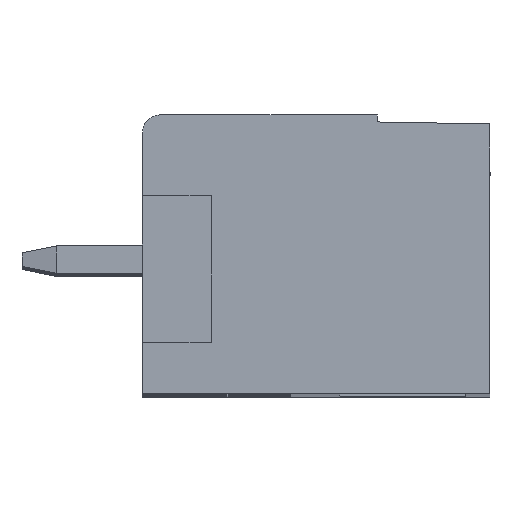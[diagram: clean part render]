
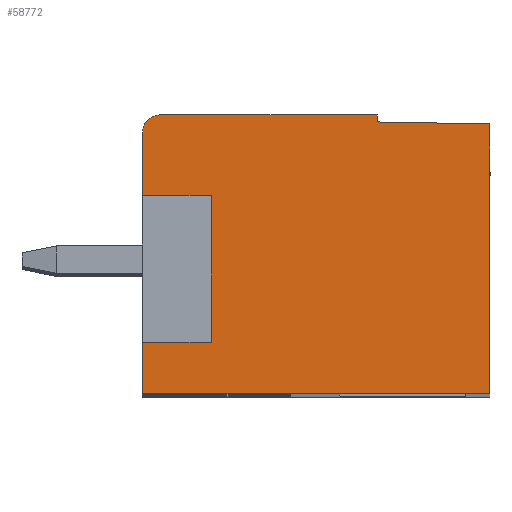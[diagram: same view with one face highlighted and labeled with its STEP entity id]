
A CAD part, top view. The second image highlights one B-rep face of the part: STEP entity #58772.
In plain terms, the highlighted planar face has unit normal (0, 0, 1).
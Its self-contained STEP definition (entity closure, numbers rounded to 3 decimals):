
#5=DIRECTION('',(0.,1.,0.));
#6=VECTOR('',#5,7.84);
#7=CARTESIAN_POINT('',(-10.615,0.099,168.212));
#8=LINE('',#7,#6);
#507=DIRECTION('',(0.,1.,0.));
#508=VECTOR('',#507,0.202);
#509=CARTESIAN_POINT('',(-13.889,7.997,168.212));
#510=LINE('',#509,#508);
#575=DIRECTION('',(0.,-1.,0.));
#576=VECTOR('',#575,1.85);
#577=CARTESIAN_POINT('',(-20.715,7.699,168.212));
#578=LINE('',#577,#576);
#591=DIRECTION('',(0.,-1.,0.));
#592=VECTOR('',#591,1.5);
#593=CARTESIAN_POINT('',(-20.715,1.599,168.212));
#594=LINE('',#593,#592);
#2087=DIRECTION('',(1.,0.,0.));
#2088=VECTOR('',#2087,10.1);
#2089=CARTESIAN_POINT('',(-20.715,0.099,
168.212));
#2090=LINE('',#2089,#2088);
#21171=DIRECTION('',(0.,1.,0.));
#21172=VECTOR('',#21171,4.25);
#21173=CARTESIAN_POINT('',(-18.715,1.599,
168.212));
#21174=LINE('',#21173,#21172);
#21175=DIRECTION('',(-1.,0.,0.));
#21176=VECTOR('',#21175,2.);
#21177=CARTESIAN_POINT('',(-18.715,5.849,
168.212));
#21178=LINE('',#21177,#21176);
#21179=CARTESIAN_POINT('',(-20.215,7.699,
168.212));
#21180=DIRECTION('',(0.,0.,-1.));
#21181=DIRECTION('',(-1.,0.,0.));
#21182=AXIS2_PLACEMENT_3D('',#21179,#21180,#21181);
#21184=DIRECTION('',(1.,0.,0.));
#21185=VECTOR('',#21184,6.326);
#21186=CARTESIAN_POINT('',(-20.215,8.199,
168.212));
#21187=LINE('',#21186,#21185);
#21188=DIRECTION('',(1.,-0.017,0.));
#21189=VECTOR('',#21188,3.274);
#21190=CARTESIAN_POINT('',(-13.889,7.997,
168.212));
#21191=LINE('',#21190,#21189);
#21192=DIRECTION('',(-1.,0.,0.));
#21193=VECTOR('',#21192,2.);
#21194=CARTESIAN_POINT('',(-18.715,1.599,
168.212));
#21195=LINE('',#21194,#21193);
#21216=CARTESIAN_POINT('',(-10.615,0.099,
168.212));
#21217=CARTESIAN_POINT('',(-10.615,7.94,
168.212));
#21218=VERTEX_POINT('',#21216);
#21219=VERTEX_POINT('',#21217);
#21292=CARTESIAN_POINT('',(-20.715,0.099,
168.212));
#21293=VERTEX_POINT('',#21292);
#21559=CARTESIAN_POINT('',(-13.889,7.997,
168.212));
#21560=VERTEX_POINT('',#21559);
#21561=CARTESIAN_POINT('',(-20.715,1.599,
168.212));
#21562=VERTEX_POINT('',#21561);
#21563=CARTESIAN_POINT('',(-18.715,1.599,
168.212));
#21564=VERTEX_POINT('',#21563);
#21565=CARTESIAN_POINT('',(-18.715,5.849,
168.212));
#21566=VERTEX_POINT('',#21565);
#21567=CARTESIAN_POINT('',(-20.715,5.849,
168.212));
#21568=VERTEX_POINT('',#21567);
#21569=CARTESIAN_POINT('',(-20.715,7.699,
168.212));
#21570=VERTEX_POINT('',#21569);
#21571=CARTESIAN_POINT('',(-20.215,8.199,
168.212));
#21572=VERTEX_POINT('',#21571);
#21573=CARTESIAN_POINT('',(-13.889,8.199,
168.212));
#21574=VERTEX_POINT('',#21573);
#58751=CARTESIAN_POINT('',(-10.615,0.099,
168.212));
#58752=DIRECTION('',(0.,0.,-1.));
#58753=DIRECTION('',(0.,1.,0.));
#58754=AXIS2_PLACEMENT_3D('',#58751,#58752,#58753);
#58755=PLANE('',#58754);
#58756=ORIENTED_EDGE('',*,*,#27759,.F.);
#58757=ORIENTED_EDGE('',*,*,#30301,.F.);
#58758=ORIENTED_EDGE('',*,*,#28304,.F.);
#58760=ORIENTED_EDGE('',*,*,#58759,.F.);
#58762=ORIENTED_EDGE('',*,*,#58761,.T.);
#58764=ORIENTED_EDGE('',*,*,#58763,.T.);
#58765=ORIENTED_EDGE('',*,*,#28296,.F.);
#58766=ORIENTED_EDGE('',*,*,#28261,.T.);
#58767=ORIENTED_EDGE('',*,*,#28246,.T.);
#58768=ORIENTED_EDGE('',*,*,#28231,.F.);
#58769=ORIENTED_EDGE('',*,*,#28216,.T.);
#58770=EDGE_LOOP('',(#58756,#58757,#58758,#58760,#58762,#58764,#58765,#58766,
#58767,#58768,#58769));
#58771=FACE_OUTER_BOUND('',#58770,.F.);
#21183=CIRCLE('',#21182,0.5);
#27759=EDGE_CURVE('',#21218,#21219,#8,.T.);
#28216=EDGE_CURVE('',#21560,#21219,#21191,.T.);
#28231=EDGE_CURVE('',#21560,#21574,#510,.T.);
#28246=EDGE_CURVE('',#21572,#21574,#21187,.T.);
#28261=EDGE_CURVE('',#21570,#21572,#21183,.T.);
#28296=EDGE_CURVE('',#21570,#21568,#578,.T.);
#28304=EDGE_CURVE('',#21562,#21293,#594,.T.);
#30301=EDGE_CURVE('',#21293,#21218,#2090,.T.);
#58759=EDGE_CURVE('',#21564,#21562,#21195,.T.);
#58761=EDGE_CURVE('',#21564,#21566,#21174,.T.);
#58763=EDGE_CURVE('',#21566,#21568,#21178,.T.);
#58772=ADVANCED_FACE('',(#58771),#58755,.F.);
